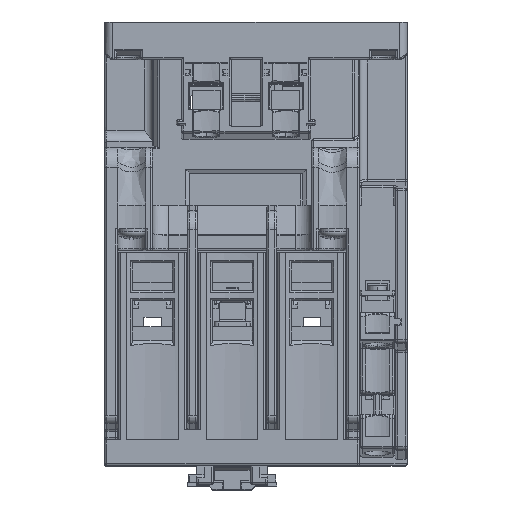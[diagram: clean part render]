
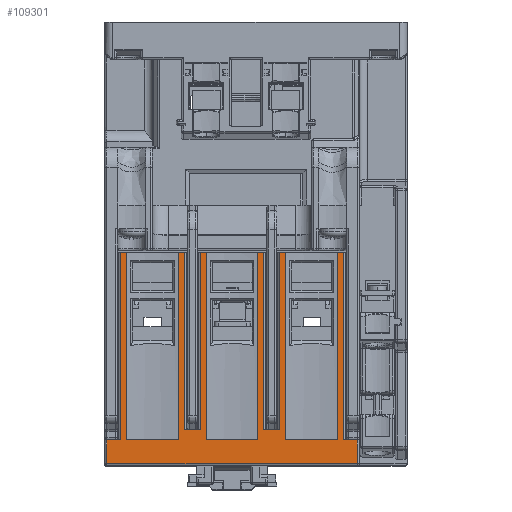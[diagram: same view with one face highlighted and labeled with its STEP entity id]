
A CAD part, top view. The second image highlights one B-rep face of the part: STEP entity #109301.
In plain terms, the highlighted planar face has unit normal (0, 0, 1).
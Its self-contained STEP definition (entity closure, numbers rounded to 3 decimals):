
#1631=DIRECTION('',(-1.,0.,0.));
#1632=VECTOR('',#1631,3.5);
#1633=CARTESIAN_POINT('',(-34.,0.,52.));
#1634=LINE('',#1633,#1632);
#2422=DIRECTION('',(-1.,0.,0.));
#2423=VECTOR('',#2422,3.5);
#2424=CARTESIAN_POINT('',(25.5,0.,52.));
#2425=LINE('',#2424,#2423);
#2614=DIRECTION('',(1.,0.,0.));
#2615=VECTOR('',#2614,1.5);
#2616=CARTESIAN_POINT('',(-34.,47.,52.));
#2617=LINE('',#2616,#2615);
#2618=DIRECTION('',(0.,1.,0.));
#2619=VECTOR('',#2618,47.);
#2620=CARTESIAN_POINT('',(-32.5,0.,52.));
#2621=LINE('',#2620,#2619);
#2622=DIRECTION('',(-1.,0.,0.));
#2623=VECTOR('',#2622,13.);
#2624=CARTESIAN_POINT('',(-19.5,0.,52.));
#2625=LINE('',#2624,#2623);
#2626=DIRECTION('',(0.,1.,0.));
#2627=VECTOR('',#2626,47.);
#2628=CARTESIAN_POINT('',(-19.5,0.,52.));
#2629=LINE('',#2628,#2627);
#2630=DIRECTION('',(1.,0.,0.));
#2631=VECTOR('',#2630,1.5);
#2632=CARTESIAN_POINT('',(-19.5,47.,52.));
#2633=LINE('',#2632,#2631);
#2634=DIRECTION('',(1.,0.,0.));
#2635=VECTOR('',#2634,1.5);
#2636=CARTESIAN_POINT('',(-14.,47.,52.));
#2637=LINE('',#2636,#2635);
#2638=DIRECTION('',(0.,1.,0.));
#2639=VECTOR('',#2638,47.);
#2640=CARTESIAN_POINT('',(-12.5,0.,52.));
#2641=LINE('',#2640,#2639);
#2642=DIRECTION('',(-1.,0.,0.));
#2643=VECTOR('',#2642,13.);
#2644=CARTESIAN_POINT('',(0.5,0.,52.));
#2645=LINE('',#2644,#2643);
#2646=DIRECTION('',(0.,1.,0.));
#2647=VECTOR('',#2646,47.);
#2648=CARTESIAN_POINT('',(0.5,0.,52.));
#2649=LINE('',#2648,#2647);
#2650=DIRECTION('',(1.,0.,0.));
#2651=VECTOR('',#2650,1.5);
#2652=CARTESIAN_POINT('',(0.5,47.,52.));
#2653=LINE('',#2652,#2651);
#2654=DIRECTION('',(1.,0.,0.));
#2655=VECTOR('',#2654,1.5);
#2656=CARTESIAN_POINT('',(6.,47.,52.));
#2657=LINE('',#2656,#2655);
#2658=DIRECTION('',(0.,1.,0.));
#2659=VECTOR('',#2658,47.);
#2660=CARTESIAN_POINT('',(7.5,0.,52.));
#2661=LINE('',#2660,#2659);
#2662=DIRECTION('',(-1.,0.,0.));
#2663=VECTOR('',#2662,13.);
#2664=CARTESIAN_POINT('',(20.5,0.,52.));
#2665=LINE('',#2664,#2663);
#2666=DIRECTION('',(0.,1.,0.));
#2667=VECTOR('',#2666,47.);
#2668=CARTESIAN_POINT('',(20.5,0.,52.));
#2669=LINE('',#2668,#2667);
#2670=DIRECTION('',(1.,0.,0.));
#2671=VECTOR('',#2670,1.5);
#2672=CARTESIAN_POINT('',(20.5,47.,52.));
#2673=LINE('',#2672,#2671);
#2674=DIRECTION('',(0.,1.,0.));
#2675=VECTOR('',#2674,6.);
#2676=CARTESIAN_POINT('',(25.5,-6.,52.));
#2677=LINE('',#2676,#2675);
#2678=DIRECTION('',(1.,0.,0.));
#2679=VECTOR('',#2678,63.);
#2680=CARTESIAN_POINT('',(-37.5,-6.,52.));
#2681=LINE('',#2680,#2679);
#2682=DIRECTION('',(0.,-1.,0.));
#2683=VECTOR('',#2682,6.);
#2684=CARTESIAN_POINT('',(-37.5,0.,52.));
#2685=LINE('',#2684,#2683);
#2691=DIRECTION('',(0.,-1.,0.));
#2692=VECTOR('',#2691,47.);
#2693=CARTESIAN_POINT('',(-34.,47.,52.));
#2694=LINE('',#2693,#2692);
#3227=DIRECTION('',(0.,-1.,0.));
#3228=VECTOR('',#3227,44.5);
#3229=CARTESIAN_POINT('',(6.,47.,52.));
#3230=LINE('',#3229,#3228);
#3248=DIRECTION('',(-1.,0.,0.));
#3249=VECTOR('',#3248,4.);
#3250=CARTESIAN_POINT('',(6.,2.5,52.));
#3251=LINE('',#3250,#3249);
#21262=DIRECTION('',(0.,-1.,0.));
#21263=VECTOR('',#21262,44.5);
#21264=CARTESIAN_POINT('',(-14.,47.,52.));
#21265=LINE('',#21264,#21263);
#21283=DIRECTION('',(-1.,0.,0.));
#21284=VECTOR('',#21283,4.);
#21285=CARTESIAN_POINT('',(-14.,2.5,52.));
#21286=LINE('',#21285,#21284);
#64708=DIRECTION('',(0.,1.,0.));
#64709=VECTOR('',#64708,44.5);
#64710=CARTESIAN_POINT('',(-18.,2.5,52.));
#64711=LINE('',#64710,#64709);
#64792=DIRECTION('',(0.,1.,0.));
#64793=VECTOR('',#64792,44.5);
#64794=CARTESIAN_POINT('',(2.,2.5,52.));
#64795=LINE('',#64794,#64793);
#81858=DIRECTION('',(0.,1.,0.));
#81859=VECTOR('',#81858,47.);
#81860=CARTESIAN_POINT('',(22.,0.,52.));
#81861=LINE('',#81860,#81859);
#104079=CARTESIAN_POINT('',(20.5,0.,52.));
#104080=CARTESIAN_POINT('',(7.5,0.,52.));
#104081=VERTEX_POINT('',#104079);
#104082=VERTEX_POINT('',#104080);
#104083=CARTESIAN_POINT('',(0.5,0.,52.));
#104084=CARTESIAN_POINT('',(-12.5,0.,52.));
#104085=VERTEX_POINT('',#104083);
#104086=VERTEX_POINT('',#104084);
#104087=CARTESIAN_POINT('',(-19.5,0.,52.));
#104088=CARTESIAN_POINT('',(-32.5,0.,52.));
#104089=VERTEX_POINT('',#104087);
#104090=VERTEX_POINT('',#104088);
#104266=CARTESIAN_POINT('',(22.,0.,52.));
#104268=VERTEX_POINT('',#104266);
#104269=CARTESIAN_POINT('',(6.,2.5,52.));
#104271=VERTEX_POINT('',#104269);
#104274=CARTESIAN_POINT('',(2.,2.5,52.));
#104276=VERTEX_POINT('',#104274);
#104277=CARTESIAN_POINT('',(-14.,2.5,52.));
#104279=VERTEX_POINT('',#104277);
#104282=CARTESIAN_POINT('',(-18.,2.5,52.));
#104284=VERTEX_POINT('',#104282);
#104285=CARTESIAN_POINT('',(-34.,0.,52.));
#104287=VERTEX_POINT('',#104285);
#104624=CARTESIAN_POINT('',(-37.5,0.,52.));
#104626=VERTEX_POINT('',#104624);
#104627=CARTESIAN_POINT('',(-37.5,-6.,52.));
#104628=VERTEX_POINT('',#104627);
#104631=CARTESIAN_POINT('',(25.5,0.,52.));
#104633=VERTEX_POINT('',#104631);
#104637=CARTESIAN_POINT('',(25.5,-6.,52.));
#104638=VERTEX_POINT('',#104637);
#104677=CARTESIAN_POINT('',(-34.,47.,52.));
#104678=CARTESIAN_POINT('',(-32.5,47.,52.));
#104679=VERTEX_POINT('',#104677);
#104680=VERTEX_POINT('',#104678);
#104681=CARTESIAN_POINT('',(-19.5,47.,52.));
#104682=CARTESIAN_POINT('',(-18.,47.,52.));
#104683=VERTEX_POINT('',#104681);
#104684=VERTEX_POINT('',#104682);
#104685=CARTESIAN_POINT('',(-14.,47.,52.));
#104686=CARTESIAN_POINT('',(-12.5,47.,52.));
#104687=VERTEX_POINT('',#104685);
#104688=VERTEX_POINT('',#104686);
#104689=CARTESIAN_POINT('',(0.5,47.,52.));
#104690=CARTESIAN_POINT('',(2.,47.,52.));
#104691=VERTEX_POINT('',#104689);
#104692=VERTEX_POINT('',#104690);
#104693=CARTESIAN_POINT('',(6.,47.,52.));
#104694=CARTESIAN_POINT('',(7.5,47.,52.));
#104695=VERTEX_POINT('',#104693);
#104696=VERTEX_POINT('',#104694);
#104697=CARTESIAN_POINT('',(20.5,47.,52.));
#104698=CARTESIAN_POINT('',(22.,47.,52.));
#104699=VERTEX_POINT('',#104697);
#104700=VERTEX_POINT('',#104698);
#109241=CARTESIAN_POINT('',(-6.,47.5,52.));
#109242=DIRECTION('',(0.,0.,1.));
#109243=DIRECTION('',(-1.,0.,0.));
#109244=AXIS2_PLACEMENT_3D('',#109241,#109242,#109243);
#109245=PLANE('',#109244);
#109247=ORIENTED_EDGE('',*,*,#109246,.T.);
#109249=ORIENTED_EDGE('',*,*,#109248,.F.);
#109251=ORIENTED_EDGE('',*,*,#109250,.F.);
#109253=ORIENTED_EDGE('',*,*,#109252,.T.);
#109255=ORIENTED_EDGE('',*,*,#109254,.T.);
#109257=ORIENTED_EDGE('',*,*,#109256,.F.);
#109259=ORIENTED_EDGE('',*,*,#109258,.F.);
#109261=ORIENTED_EDGE('',*,*,#109260,.F.);
#109263=ORIENTED_EDGE('',*,*,#109262,.T.);
#109265=ORIENTED_EDGE('',*,*,#109264,.F.);
#109267=ORIENTED_EDGE('',*,*,#109266,.F.);
#109269=ORIENTED_EDGE('',*,*,#109268,.T.);
#109271=ORIENTED_EDGE('',*,*,#109270,.T.);
#109273=ORIENTED_EDGE('',*,*,#109272,.F.);
#109275=ORIENTED_EDGE('',*,*,#109274,.F.);
#109277=ORIENTED_EDGE('',*,*,#109276,.F.);
#109279=ORIENTED_EDGE('',*,*,#109278,.T.);
#109281=ORIENTED_EDGE('',*,*,#109280,.F.);
#109283=ORIENTED_EDGE('',*,*,#109282,.F.);
#109285=ORIENTED_EDGE('',*,*,#109284,.T.);
#109287=ORIENTED_EDGE('',*,*,#109286,.T.);
#109289=ORIENTED_EDGE('',*,*,#109288,.F.);
#109290=ORIENTED_EDGE('',*,*,#108960,.F.);
#109292=ORIENTED_EDGE('',*,*,#109291,.F.);
#109294=ORIENTED_EDGE('',*,*,#109293,.F.);
#109295=ORIENTED_EDGE('',*,*,#109233,.F.);
#109296=ORIENTED_EDGE('',*,*,#108025,.F.);
#109298=ORIENTED_EDGE('',*,*,#109297,.F.);
#109299=EDGE_LOOP('',(#109247,#109249,#109251,#109253,#109255,#109257,#109259,
#109261,#109263,#109265,#109267,#109269,#109271,#109273,#109275,#109277,#109279,
#109281,#109283,#109285,#109287,#109289,#109290,#109292,#109294,#109295,#109296,
#109298));
#109300=FACE_OUTER_BOUND('',#109299,.F.);
#109301=ADVANCED_FACE('',(#109300),#109245,.T.);
#108025=EDGE_CURVE('',#104287,#104626,#1634,.T.);
#108960=EDGE_CURVE('',#104633,#104268,#2425,.T.);
#109233=EDGE_CURVE('',#104626,#104628,#2685,.T.);
#109246=EDGE_CURVE('',#104679,#104680,#2617,.T.);
#109248=EDGE_CURVE('',#104090,#104680,#2621,.T.);
#109250=EDGE_CURVE('',#104089,#104090,#2625,.T.);
#109252=EDGE_CURVE('',#104089,#104683,#2629,.T.);
#109254=EDGE_CURVE('',#104683,#104684,#2633,.T.);
#109256=EDGE_CURVE('',#104284,#104684,#64711,.T.);
#109258=EDGE_CURVE('',#104279,#104284,#21286,.T.);
#109260=EDGE_CURVE('',#104687,#104279,#21265,.T.);
#109262=EDGE_CURVE('',#104687,#104688,#2637,.T.);
#109264=EDGE_CURVE('',#104086,#104688,#2641,.T.);
#109266=EDGE_CURVE('',#104085,#104086,#2645,.T.);
#109268=EDGE_CURVE('',#104085,#104691,#2649,.T.);
#109270=EDGE_CURVE('',#104691,#104692,#2653,.T.);
#109272=EDGE_CURVE('',#104276,#104692,#64795,.T.);
#109274=EDGE_CURVE('',#104271,#104276,#3251,.T.);
#109276=EDGE_CURVE('',#104695,#104271,#3230,.T.);
#109278=EDGE_CURVE('',#104695,#104696,#2657,.T.);
#109280=EDGE_CURVE('',#104082,#104696,#2661,.T.);
#109282=EDGE_CURVE('',#104081,#104082,#2665,.T.);
#109284=EDGE_CURVE('',#104081,#104699,#2669,.T.);
#109286=EDGE_CURVE('',#104699,#104700,#2673,.T.);
#109288=EDGE_CURVE('',#104268,#104700,#81861,.T.);
#109291=EDGE_CURVE('',#104638,#104633,#2677,.T.);
#109293=EDGE_CURVE('',#104628,#104638,#2681,.T.);
#109297=EDGE_CURVE('',#104679,#104287,#2694,.T.);
